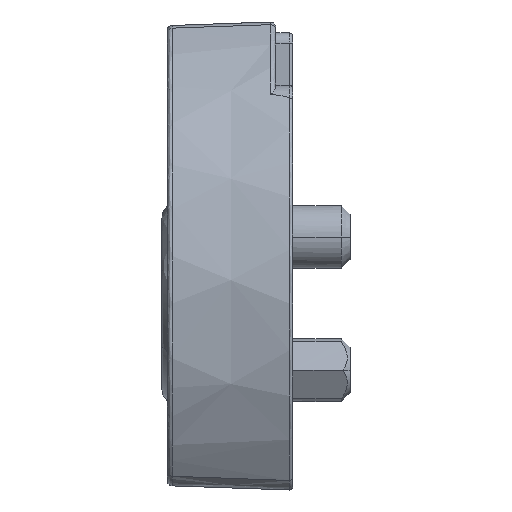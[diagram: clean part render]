
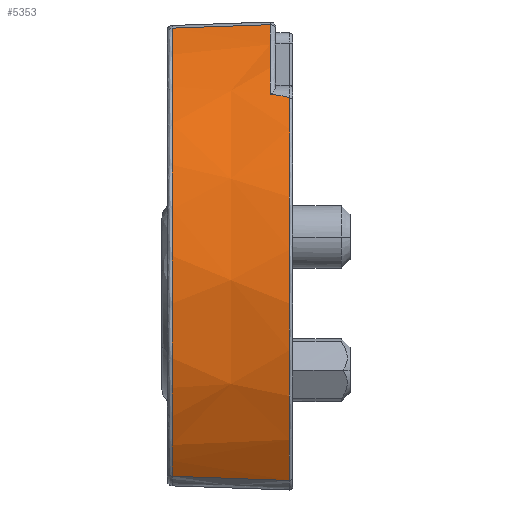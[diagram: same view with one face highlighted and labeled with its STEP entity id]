
A CAD part, left-side view. The second image highlights one B-rep face of the part: STEP entity #5353.
In plain terms, the highlighted conical face has half-angle 2 degrees and reference radius 7.615 mm.
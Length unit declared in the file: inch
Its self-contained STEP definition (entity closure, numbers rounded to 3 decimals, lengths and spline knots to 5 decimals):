
#654 = AXIS2_PLACEMENT_3D ( 'NONE', #3532, #3533, #3534 ) ;
#662 = AXIS2_PLACEMENT_3D ( 'NONE', #3905, #3906, #3907 ) ;
#673 = AXIS2_PLACEMENT_3D ( 'NONE', #4052, #4053, #4054 ) ;
#2398 = CIRCLE ( 'NONE', #654, 0.29917 ) ;
#2437 = CIRCLE ( 'NONE', #662, 0.29596 ) ;
#2462 = CIRCLE ( 'NONE', #673, 0.2998 ) ;
#3122 = EDGE_CURVE ( 'NONE', #14221, #14227, #23682, .T. ) ;
#3532 = CARTESIAN_POINT ( 'NONE',  ( -2.10836, -0.09683, 0.65888 ) ) ;
#3533 = DIRECTION ( 'NONE',  ( 0., 1., 0. ) ) ;
#3534 = DIRECTION ( 'NONE',  ( -1., 0., 0. ) ) ;
#3905 = CARTESIAN_POINT ( 'NONE',  ( -2.10836, -0.00483, 0.65888 ) ) ;
#3906 = DIRECTION ( 'NONE',  ( 0., -1., 0. ) ) ;
#3907 = DIRECTION ( 'NONE',  ( 0., 0., -1. ) ) ;
#3908 = CARTESIAN_POINT ( 'NONE',  ( -2.40431, -0.00483, 0.63031 ) ) ;
#3909 = CARTESIAN_POINT ( 'NONE',  ( -2.40431, -0.00483, 0.65888 ) ) ;
#3915 = CARTESIAN_POINT ( 'NONE',  ( -2.40015, -0.00483, 0.60174 ) ) ;
#3916 = CARTESIAN_POINT ( 'NONE',  ( -2.38383, -0.00483, 0.54698 ) ) ;
#3917 = CARTESIAN_POINT ( 'NONE',  ( -2.37168, -0.00483, 0.52079 ) ) ;
#3918 = CARTESIAN_POINT ( 'NONE',  ( -2.35604, -0.00483, 0.49688 ) ) ;
#4039 = CARTESIAN_POINT ( 'NONE',  ( -2.35604, -0.00483, 0.49688 ) ) ;
#4040 = CARTESIAN_POINT ( 'NONE',  ( -2.35671, -0.04152, 0.49557 ) ) ;
#4044 = CARTESIAN_POINT ( 'NONE',  ( -2.35737, -0.07821, 0.49424 ) ) ;
#4045 = CARTESIAN_POINT ( 'NONE',  ( -2.35802, -0.1149, 0.49291 ) ) ;
#4052 = CARTESIAN_POINT ( 'NONE',  ( -2.10836, -0.1149, 0.65888 ) ) ;
#4053 = DIRECTION ( 'NONE',  ( 0., 1., 0. ) ) ;
#4054 = DIRECTION ( 'NONE',  ( -1., 0., 0. ) ) ;
#4090 = CARTESIAN_POINT ( 'NONE',  ( -2.40816, -0.1149, 0.69387 ) ) ;
#4091 = CARTESIAN_POINT ( 'NONE',  ( -2.40816, -0.1149, 0.65888 ) ) ;
#4094 = CARTESIAN_POINT ( 'NONE',  ( -2.25321, -0.09683, 0.92065 ) ) ;
#4095 = CARTESIAN_POINT ( 'NONE',  ( -2.25295, -0.06616, 0.91956 ) ) ;
#4096 = CARTESIAN_POINT ( 'NONE',  ( -2.40197, -0.11491, 0.72884 ) ) ;
#4097 = CARTESIAN_POINT ( 'NONE',  ( -2.37798, -0.11493, 0.79456 ) ) ;
#4098 = CARTESIAN_POINT ( 'NONE',  ( -2.36017, -0.11494, 0.8253 ) ) ;
#4099 = CARTESIAN_POINT ( 'NONE',  ( -2.33763, -0.11495, 0.85205 ) ) ;
#4102 = CARTESIAN_POINT ( 'NONE',  ( -2.25269, -0.03549, 0.91848 ) ) ;
#4103 = CARTESIAN_POINT ( 'NONE',  ( -2.25243, -0.00483, 0.9174 ) ) ;
#4430 = B_SPLINE_CURVE_WITH_KNOTS ( 'NONE', 3,
 ( #3909, #3908, #3915, #3916, #3917, #3918 ),
 .UNSPECIFIED., .F., .F.,
 ( 4, 2, 4 ),
 ( 0., 0.5, 1. ),
 .UNSPECIFIED. ) ;
#4447 = B_SPLINE_CURVE_WITH_KNOTS ( 'NONE', 3,
 ( #4039, #4040, #4044, #4045 ),
 .UNSPECIFIED., .F., .F.,
 ( 4, 4 ),
 ( 0., 1. ),
 .UNSPECIFIED. ) ;
#4451 = B_SPLINE_CURVE_WITH_KNOTS ( 'NONE', 3,
 ( #4091, #4090, #4096, #4097, #4098, #4099 ),
 .UNSPECIFIED., .F., .F.,
 ( 4, 2, 4 ),
 ( 0., 0.5, 1. ),
 .UNSPECIFIED. ) ;
#4452 = B_SPLINE_CURVE_WITH_KNOTS ( 'NONE', 3,
 ( #4094, #4095, #4102, #4103 ),
 .UNSPECIFIED., .F., .F.,
 ( 4, 4 ),
 ( 0., 1. ),
 .UNSPECIFIED. ) ;
#5353 = ADVANCED_FACE ( 'NONE', ( #18141 ), #18150, .T. ) ;
#6617 = EDGE_LOOP ( 'NONE', ( #7596, #7597, #7598, #7599, #7600, #7601, #7602, #7603 ) ) ;
#7596 = ORIENTED_EDGE ( 'NONE', *, *, #8153, .T. ) ;
#7597 = ORIENTED_EDGE ( 'NONE', *, *, #8185, .T. ) ;
#7598 = ORIENTED_EDGE ( 'NONE', *, *, #8187, .T. ) ;
#7599 = ORIENTED_EDGE ( 'NONE', *, *, #8192, .T. ) ;
#7600 = ORIENTED_EDGE ( 'NONE', *, *, #3122, .F. ) ;
#7601 = ORIENTED_EDGE ( 'NONE', *, *, #8096, .T. ) ;
#7602 = ORIENTED_EDGE ( 'NONE', *, *, #8193, .T. ) ;
#7603 = ORIENTED_EDGE ( 'NONE', *, *, #8150, .T. ) ;
#8096 = EDGE_CURVE ( 'NONE', #14221, #14303, #2398, .T. ) ;
#8150 = EDGE_CURVE ( 'NONE', #14326, #14333, #2437, .T. ) ;
#8153 = EDGE_CURVE ( 'NONE', #14333, #14331, #4430, .T. ) ;
#8185 = EDGE_CURVE ( 'NONE', #14331, #14302, #4447, .T. ) ;
#8187 = EDGE_CURVE ( 'NONE', #14302, #14315, #2462, .T. ) ;
#8192 = EDGE_CURVE ( 'NONE', #14315, #14227, #4451, .T. ) ;
#8193 = EDGE_CURVE ( 'NONE', #14303, #14326, #4452, .T. ) ;
#14221 = VERTEX_POINT ( 'NONE', #35074 ) ;
#14227 = VERTEX_POINT ( 'NONE', #35080 ) ;
#14302 = VERTEX_POINT ( 'NONE', #35155 ) ;
#14303 = VERTEX_POINT ( 'NONE', #35156 ) ;
#14315 = VERTEX_POINT ( 'NONE', #35168 ) ;
#14326 = VERTEX_POINT ( 'NONE', #35179 ) ;
#14331 = VERTEX_POINT ( 'NONE', #35184 ) ;
#14333 = VERTEX_POINT ( 'NONE', #35186 ) ;
#18141 = FACE_OUTER_BOUND ( 'NONE', #6617, .T. ) ;
#18150 = CONICAL_SURFACE ( 'NONE', #24998, 0.2998, 0.035 ) ;
#23682 = B_SPLINE_CURVE_WITH_KNOTS ( 'NONE', 3,
 ( #24160, #24171, #24182, #24183 ),
 .UNSPECIFIED., .F., .F.,
 ( 4, 4 ),
 ( 0., 1. ),
 .UNSPECIFIED. ) ;
#24160 = CARTESIAN_POINT ( 'NONE',  ( -2.33394, -0.09683, 0.85539 ) ) ;
#24171 = CARTESIAN_POINT ( 'NONE',  ( -2.33524, -0.10558, 0.85436 ) ) ;
#24182 = CARTESIAN_POINT ( 'NONE',  ( -2.33648, -0.11162, 0.85324 ) ) ;
#24183 = CARTESIAN_POINT ( 'NONE',  ( -2.33763, -0.11495, 0.85205 ) ) ;
#24998 = AXIS2_PLACEMENT_3D ( 'NONE', #26969, #26970, #26983 ) ;
#26969 = CARTESIAN_POINT ( 'NONE',  ( -2.10836, -0.1149, 0.65888 ) ) ;
#26970 = DIRECTION ( 'NONE',  ( 0., -1., 0. ) ) ;
#26983 = DIRECTION ( 'NONE',  ( 1., 0., 0. ) ) ;
#35074 = CARTESIAN_POINT ( 'NONE',  ( -2.33394, -0.09683, 0.85539 ) ) ;
#35080 = CARTESIAN_POINT ( 'NONE',  ( -2.33763, -0.11495, 0.85205 ) ) ;
#35155 = CARTESIAN_POINT ( 'NONE',  ( -2.35802, -0.1149, 0.49291 ) ) ;
#35156 = CARTESIAN_POINT ( 'NONE',  ( -2.25321, -0.09683, 0.92065 ) ) ;
#35168 = CARTESIAN_POINT ( 'NONE',  ( -2.40816, -0.1149, 0.65888 ) ) ;
#35179 = CARTESIAN_POINT ( 'NONE',  ( -2.25243, -0.00483, 0.9174 ) ) ;
#35184 = CARTESIAN_POINT ( 'NONE',  ( -2.35604, -0.00483, 0.49688 ) ) ;
#35186 = CARTESIAN_POINT ( 'NONE',  ( -2.40431, -0.00483, 0.65888 ) ) ;
